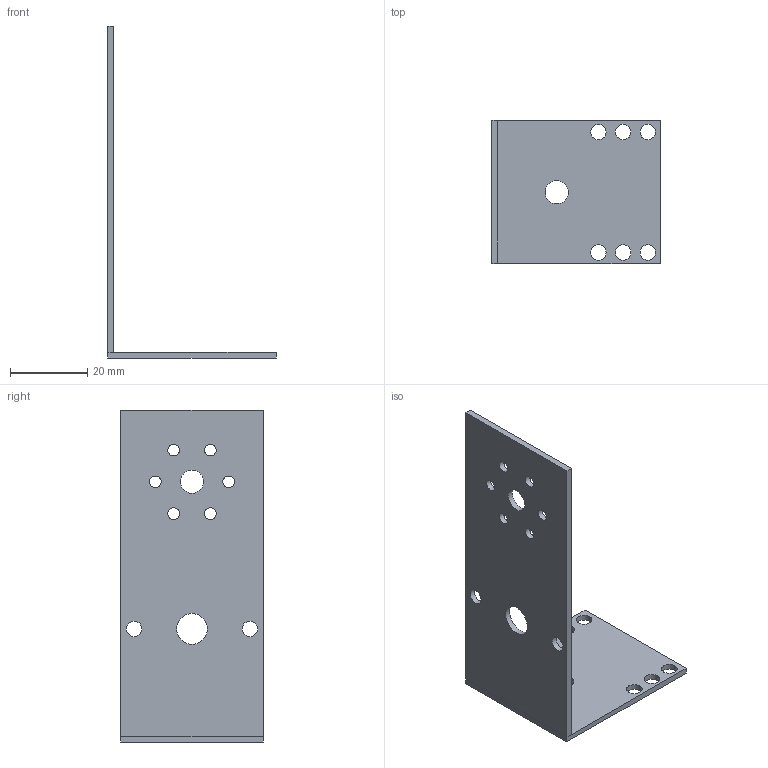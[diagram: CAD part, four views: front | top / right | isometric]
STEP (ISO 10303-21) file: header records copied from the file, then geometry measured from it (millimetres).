
FILE_DESCRIPTION(('FreeCAD Model'),'2;1');
FILE_NAME('leverArmMotorHolderFront.step','2018-08-24T06:54:45',('Author'),( ''),'Open CASCADE STEP processor 7.3','FreeCAD','Unknown');
FILE_SCHEMA(('AUTOMOTIVE_DESIGN { 1 0 10303 214 1 1 1 1 }'));
Length unit declared in the file: millimetre
Products named in the file (1): leverMotorAttachmentFront
Bounding box: 43.6 x 37 x 86 mm (x, y, z)
Volume: 6734.9 mm3; surface area: 9805.1 mm2
Topology: 1 solids, 1 shells, 28 faces, 74 edges, 48 vertices
Faces by surface type: cylinder 17, plane 11
Full cylindrical faces by diameter (mm): 3 x6, 4 x8, 6 x2, 8 x1
Entity records: 1961 total; most frequent: CARTESIAN_POINT 359, DIRECTION 304, LINE 154, VECTOR 154, ORIENTED_EDGE 148, PCURVE 148, DEFINITIONAL_REPRESENTATION 148, EDGE_CURVE 74
